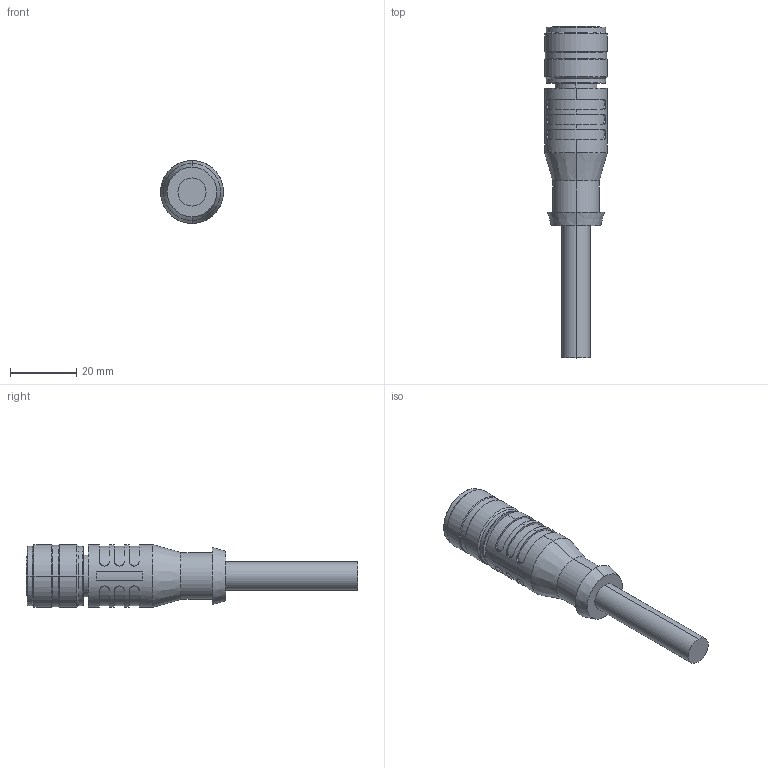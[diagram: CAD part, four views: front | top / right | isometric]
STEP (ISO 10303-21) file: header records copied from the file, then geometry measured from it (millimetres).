
FILE_DESCRIPTION (( 'STEP AP203' ), '1' );
FILE_NAME ('DNK3-¡ÁP00.STEP', '2021-03-30T03:27:11', ( 'Windows User' ), ( 'P R C' ), 'SwSTEP 2.0', 'SolidWorks 2017', '' );
FILE_SCHEMA (( 'CONFIG_CONTROL_DESIGN' ));
Length unit declared in the file: millimetre
Products named in the file (1): DNK3-℅P00
Bounding box: 19 x 100.3 x 19 mm (x, y, z)
Volume: 15882.4 mm3; surface area: 7112.6 mm2
Topology: 1 solids, 1 shells, 207 faces, 525 edges, 338 vertices
Faces by surface type: cylinder 100, plane 84, cone 21, bspline 2
Entity records: 7863 total; most frequent: CARTESIAN_POINT 2761, DIRECTION 1087, ORIENTED_EDGE 1050, EDGE_CURVE 525, AXIS2_PLACEMENT_3D 424, VERTEX_POINT 338, VECTOR 239, LINE 239
